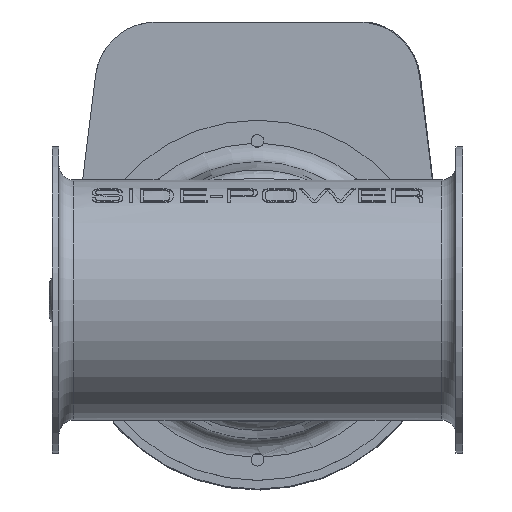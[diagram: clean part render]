
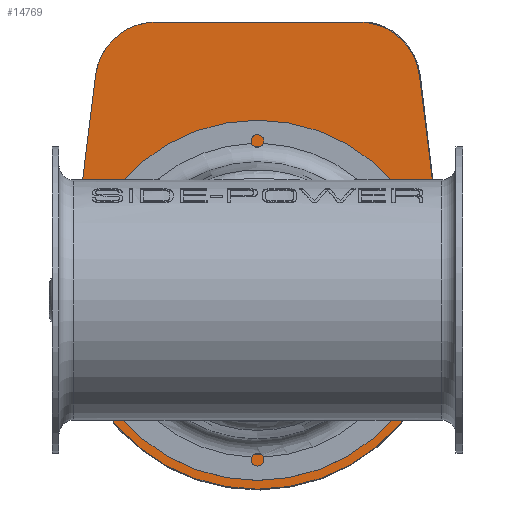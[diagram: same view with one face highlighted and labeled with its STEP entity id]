
A CAD part, top view. The second image highlights one B-rep face of the part: STEP entity #14769.
In plain terms, the highlighted planar face has unit normal (0, 0, 1).
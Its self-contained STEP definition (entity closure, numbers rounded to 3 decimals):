
#145=FACE_BOUND('',#3760,.T.);
#2848=FACE_OUTER_BOUND('',#3759,.T.);
#3759=EDGE_LOOP('',(#11165,#11166,#11167,#11168,#11169,#11170));
#3760=EDGE_LOOP('',(#11171));
#4697=CIRCLE('',#15760,50.);
#4698=CIRCLE('',#15761,50.);
#4699=CIRCLE('',#15762,153.847);
#4700=CIRCLE('',#15763,125.727);
#5111=LINE('',#28593,#5830);
#5112=LINE('',#28597,#5831);
#5113=LINE('',#28601,#5832);
#5830=VECTOR('',#17340,165.893);
#5831=VECTOR('',#17343,165.092);
#5832=VECTOR('',#17346,165.893);
#6768=VERTEX_POINT('',#28591);
#6769=VERTEX_POINT('',#28592);
#6770=VERTEX_POINT('',#28594);
#6771=VERTEX_POINT('',#28596);
#6772=VERTEX_POINT('',#28598);
#6773=VERTEX_POINT('',#28600);
#6774=VERTEX_POINT('',#28603);
#8401=EDGE_CURVE('',#6768,#6769,#5111,.T.);
#8402=EDGE_CURVE('',#6770,#6768,#4697,.T.);
#8403=EDGE_CURVE('',#6771,#6770,#5112,.T.);
#8404=EDGE_CURVE('',#6772,#6771,#4698,.T.);
#8405=EDGE_CURVE('',#6773,#6772,#5113,.T.);
#8406=EDGE_CURVE('',#6769,#6773,#4699,.T.);
#8407=EDGE_CURVE('',#6774,#6774,#4700,.T.);
#11165=ORIENTED_EDGE('',*,*,#8401,.F.);
#11166=ORIENTED_EDGE('',*,*,#8402,.F.);
#11167=ORIENTED_EDGE('',*,*,#8403,.F.);
#11168=ORIENTED_EDGE('',*,*,#8404,.F.);
#11169=ORIENTED_EDGE('',*,*,#8405,.F.);
#11170=ORIENTED_EDGE('',*,*,#8406,.F.);
#11171=ORIENTED_EDGE('',*,*,#8407,.F.);
#14237=PLANE('',#15759);
#14769=ADVANCED_FACE('',(#2848,#145),#14237,.F.);
#15759=AXIS2_PLACEMENT_3D('',#28590,#17338,#17339);
#15760=AXIS2_PLACEMENT_3D('',#28595,#17341,#17342);
#15761=AXIS2_PLACEMENT_3D('',#28599,#17344,#17345);
#15762=AXIS2_PLACEMENT_3D('',#28602,#17347,#17348);
#15763=AXIS2_PLACEMENT_3D('',#28604,#17349,#17350);
#17338=DIRECTION('center_axis',(0.,0.,
-1.));
#17339=DIRECTION('ref_axis',(-1.,0.,0.));
#17340=DIRECTION('',(0.124,-0.992,0.));
#17341=DIRECTION('center_axis',(0.,0.,
-1.));
#17342=DIRECTION('ref_axis',(0.992,0.124,0.));
#17343=DIRECTION('',(1.,0.,0.));
#17344=DIRECTION('center_axis',(0.,0.,
-1.));
#17345=DIRECTION('ref_axis',(0.,1.,0.));
#17346=DIRECTION('',(0.124,0.992,0.));
#17347=DIRECTION('center_axis',(0.,0.,
-1.));
#17348=DIRECTION('ref_axis',(-0.992,0.124,0.));
#17349=DIRECTION('center_axis',(0.,0.,
1.));
#17350=DIRECTION('ref_axis',(0.,1.,0.));
#28590=CARTESIAN_POINT('Origin',(-292.224,-80.333,-409.626));
#28591=CARTESIAN_POINT('',(-160.061,51.435,-409.626));
#28592=CARTESIAN_POINT('',(-139.557,-113.187,-409.626));
#28593=CARTESIAN_POINT('',(-139.557,-113.187,-409.626));
#28594=CARTESIAN_POINT('',(-209.678,95.254,-409.626));
#28595=CARTESIAN_POINT('Origin',(-209.678,45.254,-409.626));
#28596=CARTESIAN_POINT('',(-374.77,95.254,-409.626));
#28597=CARTESIAN_POINT('',(-209.678,95.254,-409.626));
#28598=CARTESIAN_POINT('',(-424.386,51.435,-409.626));
#28599=CARTESIAN_POINT('Origin',(-374.77,45.254,-409.626));
#28600=CARTESIAN_POINT('',(-444.891,-113.187,-409.626));
#28601=CARTESIAN_POINT('',(-424.386,51.435,-409.626));
#28602=CARTESIAN_POINT('Origin',(-292.224,-132.203,-409.626));
#28603=CARTESIAN_POINT('',(-292.224,-257.93,-409.626));
#28604=CARTESIAN_POINT('Origin',(-292.224,-132.203,-409.626));
